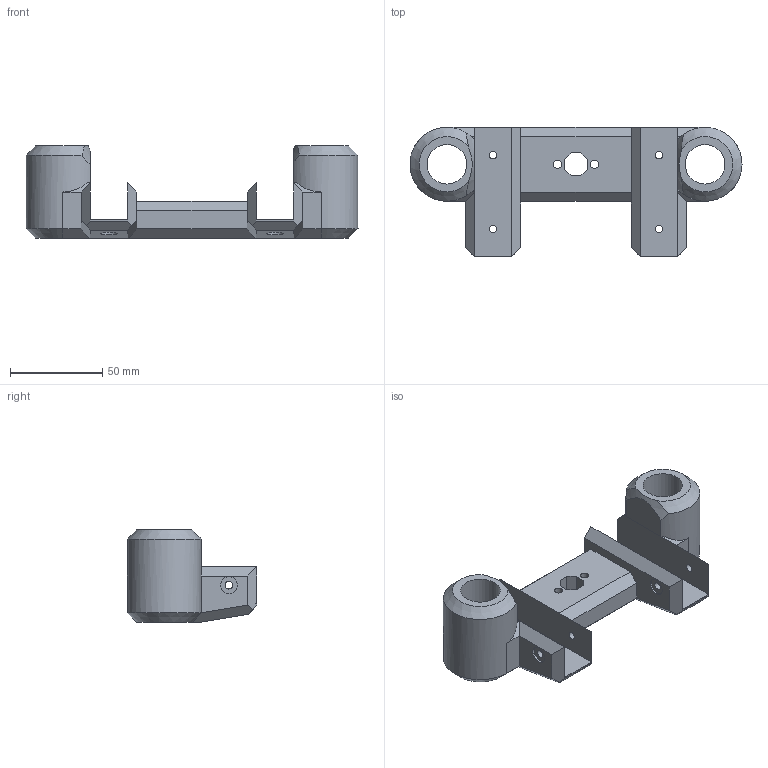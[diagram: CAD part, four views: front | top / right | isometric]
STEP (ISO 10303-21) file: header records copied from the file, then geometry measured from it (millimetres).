
FILE_DESCRIPTION( ( '' ), ' ' );
FILE_NAME( '5e40854e35203c155ce9ad7c.step', '2020-02-09T22:18:54', ( '' ), ( '' ), ' ', ' ', ' ' );
FILE_SCHEMA( ( 'AUTOMOTIVE_DESIGN { 1 0 10303 214 1 1 1 1 }' ) );
Length unit declared in the file: metre
Products named in the file (1): Part 1
Bounding box: 180 x 70 x 50 mm (x, y, z)
Volume: 164075.6 mm3; surface area: 44807 mm2
Topology: 1 solids, 1 shells, 107 faces, 281 edges, 185 vertices
Faces by surface type: plane 75, cylinder 26, cone 4, bspline 2
Full cylindrical faces by diameter (mm): 4.1 x8, 4.5 x2, 9.1 x8, 21.5 x2
Entity records: 4254 total; most frequent: CARTESIAN_POINT 790, DIRECTION 520, ORIENTED_EDGE 504, EDGE_CURVE 252, VERTEX_POINT 176, AXIS2_PLACEMENT_3D 174, LINE 172, VECTOR 172
